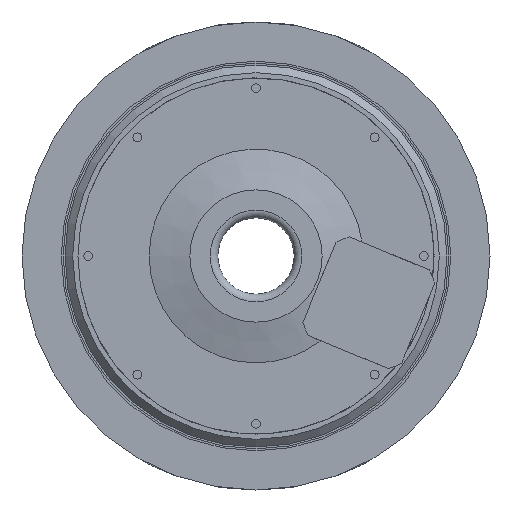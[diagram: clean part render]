
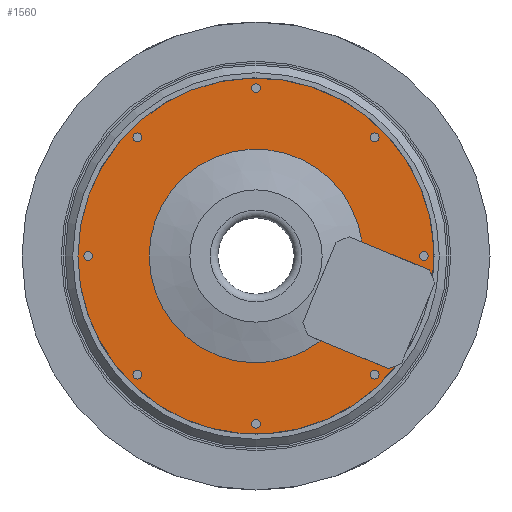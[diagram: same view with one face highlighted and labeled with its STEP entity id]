
A CAD part, front view. The second image highlights one B-rep face of the part: STEP entity #1560.
In plain terms, the highlighted planar face has unit normal (0, -1, 0).
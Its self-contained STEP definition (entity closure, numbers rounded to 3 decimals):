
#42=FACE_BOUND('',#396,.T.);
#43=FACE_BOUND('',#397,.T.);
#44=FACE_BOUND('',#398,.T.);
#45=FACE_BOUND('',#399,.T.);
#46=FACE_BOUND('',#400,.T.);
#47=FACE_BOUND('',#401,.T.);
#48=FACE_BOUND('',#402,.T.);
#49=FACE_BOUND('',#403,.T.);
#123=CIRCLE('',#1702,27.);
#127=CIRCLE('',#1711,27.);
#132=CIRCLE('',#1719,42.);
#133=CIRCLE('',#1720,42.);
#135=CIRCLE('',#1724,70.);
#136=CIRCLE('',#1725,70.);
#137=CIRCLE('',#1726,1.7);
#138=CIRCLE('',#1727,1.7);
#139=CIRCLE('',#1728,1.7);
#140=CIRCLE('',#1729,1.7);
#141=CIRCLE('',#1730,1.7);
#142=CIRCLE('',#1731,1.7);
#143=CIRCLE('',#1732,1.7);
#144=CIRCLE('',#1733,1.7);
#283=FACE_OUTER_BOUND('',#395,.T.);
#395=EDGE_LOOP('',(#1119,#1120,#1121,#1122,#1123,#1124,#1125,#1126));
#396=EDGE_LOOP('',(#1127));
#397=EDGE_LOOP('',(#1128));
#398=EDGE_LOOP('',(#1129));
#399=EDGE_LOOP('',(#1130));
#400=EDGE_LOOP('',(#1131));
#401=EDGE_LOOP('',(#1132));
#402=EDGE_LOOP('',(#1133));
#403=EDGE_LOOP('',(#1134));
#539=LINE('',#2443,#618);
#550=LINE('',#2494,#629);
#618=VECTOR('',#1923,10.);
#629=VECTOR('',#1952,10.);
#700=VERTEX_POINT('',#2437);
#702=VERTEX_POINT('',#2442);
#705=VERTEX_POINT('',#2450);
#713=VERTEX_POINT('',#2486);
#715=VERTEX_POINT('',#2492);
#716=VERTEX_POINT('',#2496);
#723=VERTEX_POINT('',#2516);
#724=VERTEX_POINT('',#2523);
#725=VERTEX_POINT('',#2526);
#726=VERTEX_POINT('',#2528);
#727=VERTEX_POINT('',#2530);
#728=VERTEX_POINT('',#2532);
#729=VERTEX_POINT('',#2534);
#730=VERTEX_POINT('',#2536);
#731=VERTEX_POINT('',#2538);
#732=VERTEX_POINT('',#2540);
#849=EDGE_CURVE('',#702,#700,#539,.T.);
#853=EDGE_CURVE('',#705,#702,#123,.T.);
#868=EDGE_CURVE('',#713,#715,#550,.T.);
#869=EDGE_CURVE('',#715,#716,#127,.T.);
#880=EDGE_CURVE('',#723,#700,#132,.T.);
#881=EDGE_CURVE('',#713,#723,#133,.T.);
#883=EDGE_CURVE('',#716,#724,#135,.T.);
#884=EDGE_CURVE('',#724,#705,#136,.T.);
#885=EDGE_CURVE('',#725,#725,#137,.T.);
#886=EDGE_CURVE('',#726,#726,#138,.T.);
#887=EDGE_CURVE('',#727,#727,#139,.T.);
#888=EDGE_CURVE('',#728,#728,#140,.T.);
#889=EDGE_CURVE('',#729,#729,#141,.T.);
#890=EDGE_CURVE('',#730,#730,#142,.T.);
#891=EDGE_CURVE('',#731,#731,#143,.T.);
#892=EDGE_CURVE('',#732,#732,#144,.T.);
#1119=ORIENTED_EDGE('',*,*,#853,.T.);
#1120=ORIENTED_EDGE('',*,*,#849,.T.);
#1121=ORIENTED_EDGE('',*,*,#880,.F.);
#1122=ORIENTED_EDGE('',*,*,#881,.F.);
#1123=ORIENTED_EDGE('',*,*,#868,.T.);
#1124=ORIENTED_EDGE('',*,*,#869,.T.);
#1125=ORIENTED_EDGE('',*,*,#883,.T.);
#1126=ORIENTED_EDGE('',*,*,#884,.T.);
#1127=ORIENTED_EDGE('',*,*,#885,.T.);
#1128=ORIENTED_EDGE('',*,*,#886,.T.);
#1129=ORIENTED_EDGE('',*,*,#887,.T.);
#1130=ORIENTED_EDGE('',*,*,#888,.T.);
#1131=ORIENTED_EDGE('',*,*,#889,.T.);
#1132=ORIENTED_EDGE('',*,*,#890,.T.);
#1133=ORIENTED_EDGE('',*,*,#891,.T.);
#1134=ORIENTED_EDGE('',*,*,#892,.T.);
#1499=PLANE('',#1723);
#1560=ADVANCED_FACE('',(#283,#42,#43,#44,#45,#46,#47,#48,#49),#1499,.T.);
#1702=AXIS2_PLACEMENT_3D('',#2451,#1929,#1930);
#1711=AXIS2_PLACEMENT_3D('',#2497,#1955,#1956);
#1719=AXIS2_PLACEMENT_3D('',#2518,#1977,#1978);
#1720=AXIS2_PLACEMENT_3D('',#2519,#1979,#1980);
#1723=AXIS2_PLACEMENT_3D('',#2522,#1985,#1986);
#1724=AXIS2_PLACEMENT_3D('',#2524,#1987,#1988);
#1725=AXIS2_PLACEMENT_3D('',#2525,#1989,#1990);
#1726=AXIS2_PLACEMENT_3D('',#2527,#1991,#1992);
#1727=AXIS2_PLACEMENT_3D('',#2529,#1993,#1994);
#1728=AXIS2_PLACEMENT_3D('',#2531,#1995,#1996);
#1729=AXIS2_PLACEMENT_3D('',#2533,#1997,#1998);
#1730=AXIS2_PLACEMENT_3D('',#2535,#1999,#2000);
#1731=AXIS2_PLACEMENT_3D('',#2537,#2001,#2002);
#1732=AXIS2_PLACEMENT_3D('',#2539,#2003,#2004);
#1733=AXIS2_PLACEMENT_3D('',#2541,#2005,#2006);
#1923=DIRECTION('',(-0.924,0.,0.383));
#1929=DIRECTION('center_axis',(0.,1.,0.));
#1930=DIRECTION('ref_axis',(1.,0.,0.));
#1952=DIRECTION('',(0.924,0.,-0.383));
#1955=DIRECTION('center_axis',(0.,1.,0.));
#1956=DIRECTION('ref_axis',(1.,0.,0.));
#1977=DIRECTION('center_axis',(0.,-1.,0.));
#1978=DIRECTION('ref_axis',(1.,0.,0.));
#1979=DIRECTION('center_axis',(0.,-1.,0.));
#1980=DIRECTION('ref_axis',(1.,0.,0.));
#1985=DIRECTION('center_axis',(0.,-1.,0.));
#1986=DIRECTION('ref_axis',(0.,0.,-1.));
#1987=DIRECTION('center_axis',(0.,-1.,0.));
#1988=DIRECTION('ref_axis',(1.,0.,0.));
#1989=DIRECTION('center_axis',(0.,-1.,0.));
#1990=DIRECTION('ref_axis',(1.,0.,0.));
#1991=DIRECTION('center_axis',(0.,1.,0.));
#1992=DIRECTION('ref_axis',(1.,0.,0.));
#1993=DIRECTION('center_axis',(0.,1.,0.));
#1994=DIRECTION('ref_axis',(1.,0.,0.));
#1995=DIRECTION('center_axis',(0.,1.,0.));
#1996=DIRECTION('ref_axis',(1.,0.,0.));
#1997=DIRECTION('center_axis',(0.,1.,0.));
#1998=DIRECTION('ref_axis',(1.,0.,0.));
#1999=DIRECTION('center_axis',(0.,1.,0.));
#2000=DIRECTION('ref_axis',(1.,0.,0.));
#2001=DIRECTION('center_axis',(0.,1.,0.));
#2002=DIRECTION('ref_axis',(1.,0.,0.));
#2003=DIRECTION('center_axis',(0.,1.,0.));
#2004=DIRECTION('ref_axis',(1.,0.,0.));
#2005=DIRECTION('center_axis',(0.,1.,0.));
#2006=DIRECTION('ref_axis',(1.,0.,0.));
#2437=CARTESIAN_POINT('',(25.568,-35.,-33.321));
#2442=CARTESIAN_POINT('',(51.989,-35.,-44.265));
#2443=CARTESIAN_POINT('',(24.222,-35.,-32.763));
#2450=CARTESIAN_POINT('',(55.146,-35.,-43.115));
#2451=CARTESIAN_POINT('Origin',(44.346,-35.,-18.369));
#2486=CARTESIAN_POINT('',(41.641,-35.,5.482));
#2492=CARTESIAN_POINT('',(68.061,-35.,-5.462));
#2494=CARTESIAN_POINT('',(55.973,-35.,-0.455));
#2496=CARTESIAN_POINT('',(69.481,-35.,-8.508));
#2497=CARTESIAN_POINT('Origin',(44.346,-35.,-18.369));
#2516=CARTESIAN_POINT('',(-42.,-35.,0.));
#2518=CARTESIAN_POINT('Origin',(0.,-35.,0.));
#2519=CARTESIAN_POINT('Origin',(0.,-35.,0.));
#2522=CARTESIAN_POINT('Origin',(42.,-35.,0.));
#2523=CARTESIAN_POINT('',(-70.,-35.,0.));
#2524=CARTESIAN_POINT('Origin',(0.,-35.,0.));
#2525=CARTESIAN_POINT('Origin',(0.,-35.,0.));
#2526=CARTESIAN_POINT('',(-1.7,-35.,-66.));
#2527=CARTESIAN_POINT('Origin',(0.,-35.,-66.));
#2528=CARTESIAN_POINT('',(-48.369,-35.,46.669));
#2529=CARTESIAN_POINT('Origin',(-46.669,-35.,46.669));
#2530=CARTESIAN_POINT('',(64.3,-35.,0.));
#2531=CARTESIAN_POINT('Origin',(66.,-35.,0.));
#2532=CARTESIAN_POINT('',(-67.7,-35.,0.));
#2533=CARTESIAN_POINT('Origin',(-66.,-35.,0.));
#2534=CARTESIAN_POINT('',(44.969,-35.,-46.669));
#2535=CARTESIAN_POINT('Origin',(46.669,-35.,-46.669));
#2536=CARTESIAN_POINT('',(-1.7,-35.,66.));
#2537=CARTESIAN_POINT('Origin',(0.,-35.,66.));
#2538=CARTESIAN_POINT('',(44.969,-35.,46.669));
#2539=CARTESIAN_POINT('Origin',(46.669,-35.,46.669));
#2540=CARTESIAN_POINT('',(-48.369,-35.,-46.669));
#2541=CARTESIAN_POINT('Origin',(-46.669,-35.,-46.669));
